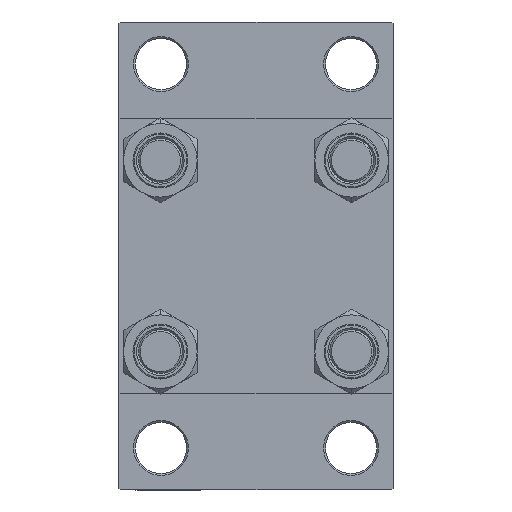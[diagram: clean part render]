
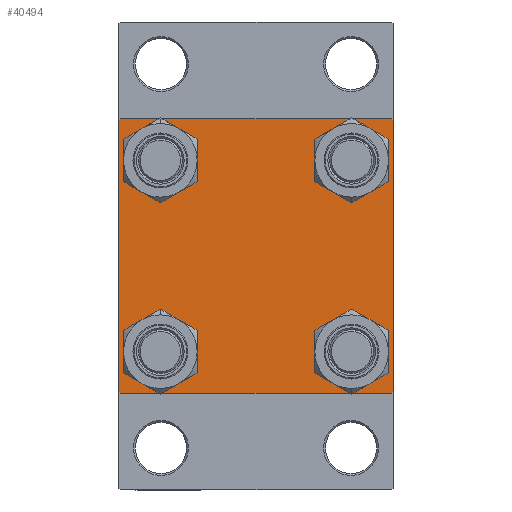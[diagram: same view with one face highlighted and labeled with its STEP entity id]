
A CAD part, left-side view. The second image highlights one B-rep face of the part: STEP entity #40494.
In plain terms, the highlighted planar face has unit normal (-1, 0, 0).
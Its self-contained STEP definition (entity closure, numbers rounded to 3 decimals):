
#54 = ORIENTED_EDGE ( 'NONE', *, *, #12078, .T. ) ;
#550 = DIRECTION ( 'NONE',  ( 0., 0.707, 0.707 ) ) ;
#566 = ORIENTED_EDGE ( 'NONE', *, *, #38438, .T. ) ;
#662 = VECTOR ( 'NONE', #2110, 1000. ) ;
#800 = DIRECTION ( 'NONE',  ( 0., 0.707, -0.707 ) ) ;
#1867 = AXIS2_PLACEMENT_3D ( 'NONE', #4461, #19011, #29059 ) ;
#1927 = VERTEX_POINT ( 'NONE', #7850 ) ;
#2077 = CARTESIAN_POINT ( 'NONE',  ( 0., 26.15, -26.15 ) ) ;
#2110 = DIRECTION ( 'NONE',  ( 0., -1., 0. ) ) ;
#2305 = ORIENTED_EDGE ( 'NONE', *, *, #30135, .T. ) ;
#2419 = CARTESIAN_POINT ( 'NONE',  ( 0., 26.15, -19.65 ) ) ;
#2955 = VERTEX_POINT ( 'NONE', #36977 ) ;
#3022 = CIRCLE ( 'NONE', #35811, 6.5 ) ;
#3059 = CARTESIAN_POINT ( 'NONE',  ( 0., -37., 37.5 ) ) ;
#3266 = EDGE_LOOP ( 'NONE', ( #2305, #54 ) ) ;
#3749 = VERTEX_POINT ( 'NONE', #21993 ) ;
#3845 = EDGE_CURVE ( 'NONE', #27300, #2955, #43390, .T. ) ;
#4317 = CARTESIAN_POINT ( 'NONE',  ( 0., -26.15, 32.65 ) ) ;
#4461 = CARTESIAN_POINT ( 'NONE',  ( 0., -26.15, 26.15 ) ) ;
#4687 = ORIENTED_EDGE ( 'NONE', *, *, #33272, .T. ) ;
#4703 = VERTEX_POINT ( 'NONE', #8780 ) ;
#5379 = CARTESIAN_POINT ( 'NONE',  ( 0., 37.25, -37.25 ) ) ;
#5435 = CIRCLE ( 'NONE', #8562, 6.5 ) ;
#5616 = AXIS2_PLACEMENT_3D ( 'NONE', #2077, #24734, #31672 ) ;
#5923 = CARTESIAN_POINT ( 'NONE',  ( 0., -26.15, -26.15 ) ) ;
#6150 = AXIS2_PLACEMENT_3D ( 'NONE', #8765, #8042, #15446 ) ;
#6611 = DIRECTION ( 'NONE',  ( 0., 0., -1. ) ) ;
#6677 = FACE_BOUND ( 'NONE', #3266, .T. ) ;
#6885 = CIRCLE ( 'NONE', #6150, 6.5 ) ;
#7336 = CARTESIAN_POINT ( 'NONE',  ( 0., -26.15, -32.65 ) ) ;
#7823 = VERTEX_POINT ( 'NONE', #18861 ) ;
#7850 = CARTESIAN_POINT ( 'NONE',  ( 0., 26.15, -32.65 ) ) ;
#8042 = DIRECTION ( 'NONE',  ( 1., 0., 0. ) ) ;
#8171 = EDGE_LOOP ( 'NONE', ( #38463, #4687 ) ) ;
#8420 = EDGE_CURVE ( 'NONE', #44194, #26843, #3022, .T. ) ;
#8539 = CARTESIAN_POINT ( 'NONE',  ( 0., -37.5, 37.5 ) ) ;
#8550 = CARTESIAN_POINT ( 'NONE',  ( 0., 37.5, 37.5 ) ) ;
#8562 = AXIS2_PLACEMENT_3D ( 'NONE', #24630, #20115, #28442 ) ;
#8765 = CARTESIAN_POINT ( 'NONE',  ( 0., -26.15, 26.15 ) ) ;
#8780 = CARTESIAN_POINT ( 'NONE',  ( 0., 26.15, 19.65 ) ) ;
#10371 = DIRECTION ( 'NONE',  ( 0., 0., 1. ) ) ;
#10483 = FACE_OUTER_BOUND ( 'NONE', #33612, .T. ) ;
#10715 = DIRECTION ( 'NONE',  ( 0., 0., 1. ) ) ;
#11131 = LINE ( 'NONE', #21653, #43912 ) ;
#11568 = DIRECTION ( 'NONE',  ( 0., -0.707, -0.707 ) ) ;
#11727 = VERTEX_POINT ( 'NONE', #35548 ) ;
#12078 = EDGE_CURVE ( 'NONE', #3749, #35970, #6885, .T. ) ;
#13230 = EDGE_CURVE ( 'NONE', #2955, #21055, #37616, .T. ) ;
#13965 = DIRECTION ( 'NONE',  ( 1., 0., 0. ) ) ;
#14305 = PLANE ( 'NONE',  #17326 ) ;
#15446 = DIRECTION ( 'NONE',  ( 0., 0., 1. ) ) ;
#16576 = EDGE_CURVE ( 'NONE', #26843, #44194, #5435, .T. ) ;
#17165 = ORIENTED_EDGE ( 'NONE', *, *, #3845, .T. ) ;
#17166 = VECTOR ( 'NONE', #26203, 1000. ) ;
#17326 = AXIS2_PLACEMENT_3D ( 'NONE', #36056, #28872, #10715 ) ;
#17730 = CARTESIAN_POINT ( 'NONE',  ( 0., 26.15, 32.65 ) ) ;
#18078 = EDGE_LOOP ( 'NONE', ( #46640, #39965 ) ) ;
#18548 = CIRCLE ( 'NONE', #5616, 6.5 ) ;
#18861 = CARTESIAN_POINT ( 'NONE',  ( 0., 37., 37.5 ) ) ;
#19011 = DIRECTION ( 'NONE',  ( 1., 0., 0. ) ) ;
#19282 = CARTESIAN_POINT ( 'NONE',  ( 0., -37., -37.5 ) ) ;
#20115 = DIRECTION ( 'NONE',  ( 1., 0., 0. ) ) ;
#20482 = DIRECTION ( 'NONE',  ( 1., 0., 0. ) ) ;
#21055 = VERTEX_POINT ( 'NONE', #25090 ) ;
#21136 = CARTESIAN_POINT ( 'NONE',  ( 0., 37.5, -37.5 ) ) ;
#21242 = FACE_BOUND ( 'NONE', #18078, .T. ) ;
#21653 = CARTESIAN_POINT ( 'NONE',  ( 0., -37.25, -37.25 ) ) ;
#21993 = CARTESIAN_POINT ( 'NONE',  ( 0., -26.15, 19.65 ) ) ;
#22139 = DIRECTION ( 'NONE',  ( 1., 0., 0. ) ) ;
#22420 = CIRCLE ( 'NONE', #1867, 6.5 ) ;
#22452 = CARTESIAN_POINT ( 'NONE',  ( 0., -26.15, -19.65 ) ) ;
#22738 = VECTOR ( 'NONE', #6611, 1000. ) ;
#23747 = EDGE_CURVE ( 'NONE', #36967, #1927, #18548, .T. ) ;
#24192 = ORIENTED_EDGE ( 'NONE', *, *, #44553, .F. ) ;
#24251 = ORIENTED_EDGE ( 'NONE', *, *, #37820, .T. ) ;
#24523 = DIRECTION ( 'NONE',  ( 0., 0., 1. ) ) ;
#24630 = CARTESIAN_POINT ( 'NONE',  ( 0., -26.15, -26.15 ) ) ;
#24734 = DIRECTION ( 'NONE',  ( 1., 0., 0. ) ) ;
#25090 = CARTESIAN_POINT ( 'NONE',  ( 0., 37., -37.5 ) ) ;
#25742 = VERTEX_POINT ( 'NONE', #30827 ) ;
#25837 = LINE ( 'NONE', #33238, #28975 ) ;
#26203 = DIRECTION ( 'NONE',  ( 0., 0., -1. ) ) ;
#26490 = ORIENTED_EDGE ( 'NONE', *, *, #47030, .T. ) ;
#26502 = VECTOR ( 'NONE', #800, 1000. ) ;
#26843 = VERTEX_POINT ( 'NONE', #7336 ) ;
#27300 = VERTEX_POINT ( 'NONE', #42779 ) ;
#28057 = ORIENTED_EDGE ( 'NONE', *, *, #30531, .F. ) ;
#28071 = LINE ( 'NONE', #21136, #30295 ) ;
#28442 = DIRECTION ( 'NONE',  ( 0., 0., 1. ) ) ;
#28580 = CARTESIAN_POINT ( 'NONE',  ( 0., 26.15, 26.15 ) ) ;
#28696 = AXIS2_PLACEMENT_3D ( 'NONE', #37192, #22139, #44581 ) ;
#28872 = DIRECTION ( 'NONE',  ( -1., 0., 0. ) ) ;
#28975 = VECTOR ( 'NONE', #550, 1000. ) ;
#29059 = DIRECTION ( 'NONE',  ( 0., 0., 1. ) ) ;
#29673 = LINE ( 'NONE', #44254, #26502 ) ;
#30135 = EDGE_CURVE ( 'NONE', #35970, #3749, #22420, .T. ) ;
#30295 = VECTOR ( 'NONE', #31428, 1000. ) ;
#30471 = ORIENTED_EDGE ( 'NONE', *, *, #32953, .T. ) ;
#30531 = EDGE_CURVE ( 'NONE', #11727, #25742, #40786, .T. ) ;
#30827 = CARTESIAN_POINT ( 'NONE',  ( 0., -37.5, -37. ) ) ;
#31171 = ORIENTED_EDGE ( 'NONE', *, *, #8420, .T. ) ;
#31428 = DIRECTION ( 'NONE',  ( 0., -1., 0. ) ) ;
#31672 = DIRECTION ( 'NONE',  ( 0., 0., 1. ) ) ;
#31935 = DIRECTION ( 'NONE',  ( 0., 0., 1. ) ) ;
#32911 = ORIENTED_EDGE ( 'NONE', *, *, #13230, .T. ) ;
#32953 = EDGE_CURVE ( 'NONE', #44511, #25742, #11131, .T. ) ;
#33238 = CARTESIAN_POINT ( 'NONE',  ( 0., -37.25, 37.25 ) ) ;
#33272 = EDGE_CURVE ( 'NONE', #4703, #33462, #41638, .T. ) ;
#33462 = VERTEX_POINT ( 'NONE', #17730 ) ;
#33612 = EDGE_LOOP ( 'NONE', ( #17165, #32911, #24251, #30471, #28057, #26490, #24192, #566 ) ) ;
#34075 = AXIS2_PLACEMENT_3D ( 'NONE', #28580, #42696, #31935 ) ;
#34746 = AXIS2_PLACEMENT_3D ( 'NONE', #40004, #13965, #10371 ) ;
#35233 = EDGE_CURVE ( 'NONE', #1927, #36967, #46268, .T. ) ;
#35548 = CARTESIAN_POINT ( 'NONE',  ( 0., -37.5, 37. ) ) ;
#35585 = FACE_BOUND ( 'NONE', #40969, .T. ) ;
#35628 = CIRCLE ( 'NONE', #34075, 6.5 ) ;
#35811 = AXIS2_PLACEMENT_3D ( 'NONE', #5923, #20482, #24523 ) ;
#35970 = VERTEX_POINT ( 'NONE', #4317 ) ;
#36056 = CARTESIAN_POINT ( 'NONE',  ( 0., 0., 0. ) ) ;
#36231 = DIRECTION ( 'NONE',  ( 0., -0.707, 0.707 ) ) ;
#36437 = EDGE_CURVE ( 'NONE', #33462, #4703, #35628, .T. ) ;
#36967 = VERTEX_POINT ( 'NONE', #2419 ) ;
#36977 = CARTESIAN_POINT ( 'NONE',  ( 0., 37.5, -37. ) ) ;
#37192 = CARTESIAN_POINT ( 'NONE',  ( 0., 26.15, -26.15 ) ) ;
#37460 = VERTEX_POINT ( 'NONE', #3059 ) ;
#37616 = LINE ( 'NONE', #5379, #38242 ) ;
#37820 = EDGE_CURVE ( 'NONE', #21055, #44511, #28071, .T. ) ;
#38175 = LINE ( 'NONE', #8550, #662 ) ;
#38242 = VECTOR ( 'NONE', #11568, 1000. ) ;
#38438 = EDGE_CURVE ( 'NONE', #7823, #27300, #29673, .T. ) ;
#38463 = ORIENTED_EDGE ( 'NONE', *, *, #36437, .T. ) ;
#39965 = ORIENTED_EDGE ( 'NONE', *, *, #35233, .T. ) ;
#40004 = CARTESIAN_POINT ( 'NONE',  ( 0., 26.15, 26.15 ) ) ;
#40494 = ADVANCED_FACE ( 'NONE', ( #6677, #35585, #21242, #43220, #10483 ), #14305, .T. ) ;
#40786 = LINE ( 'NONE', #8539, #17166 ) ;
#40969 = EDGE_LOOP ( 'NONE', ( #31171, #44302 ) ) ;
#41638 = CIRCLE ( 'NONE', #34746, 6.5 ) ;
#42696 = DIRECTION ( 'NONE',  ( 1., 0., 0. ) ) ;
#42779 = CARTESIAN_POINT ( 'NONE',  ( 0., 37.5, 37. ) ) ;
#43220 = FACE_BOUND ( 'NONE', #8171, .T. ) ;
#43390 = LINE ( 'NONE', #46737, #22738 ) ;
#43912 = VECTOR ( 'NONE', #36231, 1000. ) ;
#44194 = VERTEX_POINT ( 'NONE', #22452 ) ;
#44254 = CARTESIAN_POINT ( 'NONE',  ( 0., 37.25, 37.25 ) ) ;
#44302 = ORIENTED_EDGE ( 'NONE', *, *, #16576, .T. ) ;
#44511 = VERTEX_POINT ( 'NONE', #19282 ) ;
#44553 = EDGE_CURVE ( 'NONE', #7823, #37460, #38175, .T. ) ;
#44581 = DIRECTION ( 'NONE',  ( 0., 0., 1. ) ) ;
#46268 = CIRCLE ( 'NONE', #28696, 6.5 ) ;
#46640 = ORIENTED_EDGE ( 'NONE', *, *, #23747, .T. ) ;
#46737 = CARTESIAN_POINT ( 'NONE',  ( 0., 37.5, 37.5 ) ) ;
#47030 = EDGE_CURVE ( 'NONE', #11727, #37460, #25837, .T. ) ;
